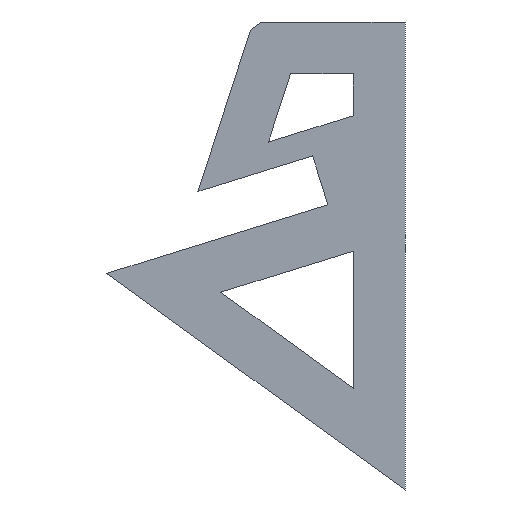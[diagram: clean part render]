
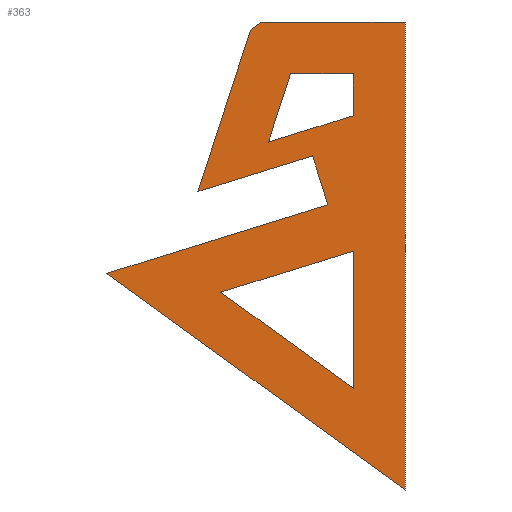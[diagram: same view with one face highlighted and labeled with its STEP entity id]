
A CAD part, front view. The second image highlights one B-rep face of the part: STEP entity #363.
In plain terms, the highlighted planar face has unit normal (0, -1, 0).
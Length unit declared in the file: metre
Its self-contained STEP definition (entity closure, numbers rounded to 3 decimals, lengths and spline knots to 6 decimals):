
#92=ORIENTED_EDGE('',*,*,#140,.T.);
#93=ORIENTED_EDGE('',*,*,#152,.F.);
#94=ORIENTED_EDGE('',*,*,#147,.F.);
#95=ORIENTED_EDGE('',*,*,#144,.F.);
#96=ORIENTED_EDGE('',*,*,#115,.T.);
#97=ORIENTED_EDGE('',*,*,#150,.F.);
#98=ORIENTED_EDGE('',*,*,#137,.F.);
#99=ORIENTED_EDGE('',*,*,#134,.T.);
#100=ORIENTED_EDGE('',*,*,#131,.T.);
#101=ORIENTED_EDGE('',*,*,#128,.T.);
#102=ORIENTED_EDGE('',*,*,#125,.T.);
#103=ORIENTED_EDGE('',*,*,#122,.T.);
#104=ORIENTED_EDGE('',*,*,#119,.F.);
#105=ORIENTED_EDGE('',*,*,#108,.F.);
#106=ORIENTED_EDGE('',*,*,#154,.F.);
#107=ORIENTED_EDGE('',*,*,#112,.F.);
#108=EDGE_CURVE('',#156,#157,#188,.T.);
#112=EDGE_CURVE('',#157,#160,#192,.T.);
#115=EDGE_CURVE('',#162,#163,#195,.T.);
#119=EDGE_CURVE('',#162,#166,#199,.T.);
#122=EDGE_CURVE('',#168,#166,#202,.T.);
#125=EDGE_CURVE('',#170,#168,#205,.T.);
#128=EDGE_CURVE('',#172,#170,#208,.T.);
#131=EDGE_CURVE('',#174,#172,#211,.T.);
#134=EDGE_CURVE('',#176,#174,#214,.T.);
#137=EDGE_CURVE('',#176,#178,#217,.T.);
#140=EDGE_CURVE('',#180,#181,#220,.T.);
#144=EDGE_CURVE('',#180,#184,#224,.T.);
#147=EDGE_CURVE('',#184,#186,#227,.T.);
#150=EDGE_CURVE('',#178,#163,#230,.T.);
#152=EDGE_CURVE('',#186,#181,#232,.T.);
#154=EDGE_CURVE('',#160,#156,#234,.T.);
#156=VERTEX_POINT('',#484);
#157=VERTEX_POINT('',#485);
#160=VERTEX_POINT('',#493);
#162=VERTEX_POINT('',#499);
#163=VERTEX_POINT('',#500);
#166=VERTEX_POINT('',#508);
#168=VERTEX_POINT('',#514);
#170=VERTEX_POINT('',#520);
#172=VERTEX_POINT('',#526);
#174=VERTEX_POINT('',#532);
#176=VERTEX_POINT('',#538);
#178=VERTEX_POINT('',#544);
#180=VERTEX_POINT('',#550);
#181=VERTEX_POINT('',#551);
#184=VERTEX_POINT('',#559);
#186=VERTEX_POINT('',#565);
#188=LINE('',#483,#236);
#192=LINE('',#492,#240);
#195=LINE('',#498,#243);
#199=LINE('',#507,#247);
#202=LINE('',#513,#250);
#205=LINE('',#519,#253);
#208=LINE('',#525,#256);
#211=LINE('',#531,#259);
#214=LINE('',#537,#262);
#217=LINE('',#543,#265);
#220=LINE('',#549,#268);
#224=LINE('',#558,#272);
#227=LINE('',#564,#275);
#230=LINE('',#570,#278);
#232=LINE('',#573,#280);
#234=LINE('',#576,#282);
#236=VECTOR('',#399,1.);
#240=VECTOR('',#405,1.);
#243=VECTOR('',#410,1.);
#247=VECTOR('',#416,1.);
#250=VECTOR('',#421,1.);
#253=VECTOR('',#426,1.);
#256=VECTOR('',#431,1.);
#259=VECTOR('',#436,1.);
#262=VECTOR('',#441,1.);
#265=VECTOR('',#446,1.);
#268=VECTOR('',#451,1.);
#272=VECTOR('',#457,1.);
#275=VECTOR('',#462,1.);
#278=VECTOR('',#467,1.);
#280=VECTOR('',#471,1.);
#282=VECTOR('',#475,1.);
#303=EDGE_LOOP('',(#92,#93,#94,#95));
#304=EDGE_LOOP('',(#96,#97,#98,#99,#100,#101,#102,#103,#104));
#305=EDGE_LOOP('',(#105,#106,#107));
#325=FACE_BOUND('',#303,.T.);
#326=FACE_BOUND('',#304,.T.);
#327=FACE_BOUND('',#305,.T.);
#345=PLANE('',#394);
#363=ADVANCED_FACE('',(#325,#326,#327),#345,.F.);
#394=AXIS2_PLACEMENT_3D('',#579,#479,#480);
#399=DIRECTION('',(-0.955,0.,-0.296));
#405=DIRECTION('',(0.809,0.,-0.588));
#410=DIRECTION('',(-0.309,0.,-0.951));
#416=DIRECTION('',(0.809,0.,0.588));
#421=DIRECTION('',(-1.,0.,0.));
#426=DIRECTION('',(0.,0.,1.));
#431=DIRECTION('',(0.809,0.,-0.588));
#436=DIRECTION('',(-0.955,0.,-0.296));
#441=DIRECTION('',(0.296,0.,-0.955));
#446=DIRECTION('',(-0.296,0.,0.955));
#451=DIRECTION('',(-0.955,0.,-0.296));
#457=DIRECTION('',(0.,0.,1.));
#462=DIRECTION('',(-1.,0.,0.));
#467=DIRECTION('',(-0.955,0.,-0.296));
#471=DIRECTION('',(-0.309,0.,-0.951));
#475=DIRECTION('',(0.,0.,1.));
#479=DIRECTION('',(0.,1.,0.));
#480=DIRECTION('',(1.,0.,0.));
#483=CARTESIAN_POINT('',(-0.005641,0.,0.00096));
#484=CARTESIAN_POINT('',(-0.0018,0.,0.00215));
#485=CARTESIAN_POINT('',(-0.009482,0.,-0.000231));
#492=CARTESIAN_POINT('',(-0.005641,0.,-0.003021));
#493=CARTESIAN_POINT('',(-0.0018,0.,-0.005812));
#498=CARTESIAN_POINT('',(-0.00929,0.,0.010285));
#499=CARTESIAN_POINT('',(-0.007771,0.,0.01496));
#500=CARTESIAN_POINT('',(-0.010809,0.,0.005611));
#507=CARTESIAN_POINT('',(-0.007444,0.,0.015197));
#508=CARTESIAN_POINT('',(-0.007117,0.,0.015435));
#513=CARTESIAN_POINT('',(-0.002958,0.,0.015435));
#514=CARTESIAN_POINT('',(0.0012,0.,0.015435));
#519=CARTESIAN_POINT('',(0.0012,0.,0.001868));
#520=CARTESIAN_POINT('',(0.0012,0.,-0.0117));
#525=CARTESIAN_POINT('',(-0.005731,0.,-0.006665));
#526=CARTESIAN_POINT('',(-0.01609,0.,0.000862));
#531=CARTESIAN_POINT('',(-0.015797,0.,0.000953));
#532=CARTESIAN_POINT('',(-0.00328,0.,0.004832));
#537=CARTESIAN_POINT('',(-0.003502,0.,0.005549));
#538=CARTESIAN_POINT('',(-0.003724,0.,0.006265));
#543=CARTESIAN_POINT('',(-0.003942,0.,0.006968));
#544=CARTESIAN_POINT('',(-0.00416,0.,0.007672));
#549=CARTESIAN_POINT('',(-0.004262,0.,0.009239));
#550=CARTESIAN_POINT('',(-0.0018,0.,0.010002));
#551=CARTESIAN_POINT('',(-0.006723,0.,0.008476));
#558=CARTESIAN_POINT('',(-0.0018,0.,0.011219));
#559=CARTESIAN_POINT('',(-0.0018,0.,0.012435));
#564=CARTESIAN_POINT('',(-0.003619,0.,0.012435));
#565=CARTESIAN_POINT('',(-0.005437,0.,0.012435));
#570=CARTESIAN_POINT('',(-0.007485,0.,0.006641));
#573=CARTESIAN_POINT('',(-0.00608,0.,0.010456));
#576=CARTESIAN_POINT('',(-0.0018,0.,-0.001831));
#579=CARTESIAN_POINT('',(-0.007445,0.,0.001868));
